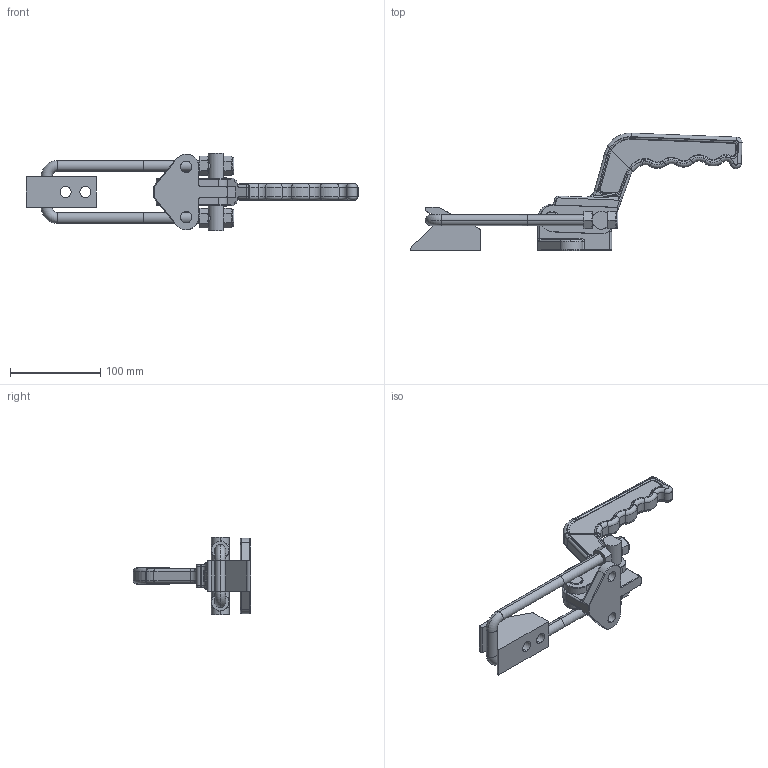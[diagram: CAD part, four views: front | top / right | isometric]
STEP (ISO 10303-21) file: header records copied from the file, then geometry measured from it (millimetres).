
FILE_DESCRIPTION (( 'STEP AP214' ), '1' );
FILE_NAME ('GH-44000(Â²¤Æ).STEP', '2020-07-07T09:40:17', ( 'LinWei' ), ( '' ), 'SwSTEP 2.0', 'SolidWorks 2016', '' );
FILE_SCHEMA (( 'AUTOMOTIVE_DESIGN' ));
Length unit declared in the file: millimetre
Products named in the file (6): 24400013-1^GH-44000(簡化); 24400014-1^GH-44000(簡化); 44400044-1^GH-44000(簡化); Group5^GH-44000(簡化); Group1^GH-44000(簡化); GH-44000(簡化)
Assembly tree (5 placements, depth 2):
  GH-44000(簡化)
    Group1^GH-44000(簡化)
    Group5^GH-44000(簡化)
    44400044-1^GH-44000(簡化)
    24400014-1^GH-44000(簡化)
    24400013-1^GH-44000(簡化)
Bounding box: 368.86 x 130.68 x 86 mm (x, y, z)
Volume: 348342.2 mm3; surface area: 96122.5 mm2
Topology: 8 solids, 8 shells, 493 faces, 1153 edges, 675 vertices
Faces by surface type: cylinder 165, torus 131, plane 114, cone 52, bspline 23, sphere 8
Entity records: 20069 total; most frequent: CARTESIAN_POINT 5666, DIRECTION 2570, ORIENTED_EDGE 2298, EDGE_CURVE 1149, AXIS2_PLACEMENT_3D 1095, VERTEX_POINT 675, CIRCLE 617, EDGE_LOOP 520
